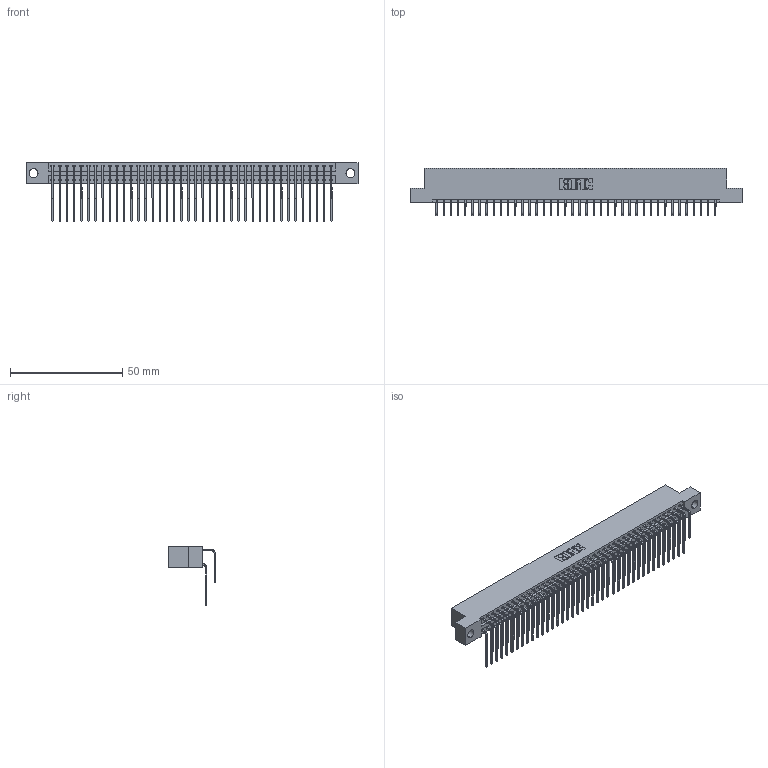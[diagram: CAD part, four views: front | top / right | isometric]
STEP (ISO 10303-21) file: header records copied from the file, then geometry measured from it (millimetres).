
FILE_DESCRIPTION (( 'STEP AP203' ), '1' );
FILE_NAME ('346-080-559-204.STEP', '2022-05-25T16:39:19', ( '' ), ( '' ), 'SwSTEP 2.0', 'SolidWorks 2020', '' );
FILE_SCHEMA (( 'CONFIG_CONTROL_DESIGN' ));
Length unit declared in the file: inch
Products named in the file (4): 346-080-559-204; 346 Part_Flush Mounting Lugs - 0.156 Dia-TH; 345-292-001_558 559 Tail - 1; 345-292-001_559 Tail - 2
Assembly tree (81 placements, depth 2):
  346-080-559-204
    346 Part_Flush Mounting Lugs - 0.156 Dia-TH
    345-292-001_558 559 Tail - 1  x40
    345-292-001_559 Tail - 2  x40
Bounding box: 147.57 x 20.89 x 26.16 mm (x, y, z)
Volume: 14730.3 mm3; surface area: 22278.2 mm2
Topology: 81 solids, 81 shells, 4456 faces, 13245 edges, 8722 vertices
Faces by surface type: plane 3050, cylinder 1406
Entity records: 28577 total; most frequent: CARTESIAN_POINT 4769, ORIENTED_EDGE 4650, DIRECTION 4225, EDGE_CURVE 2325, VECTOR 1993, LINE 1993, VERTEX_POINT 1546, AXIS2_PLACEMENT_3D 1116
